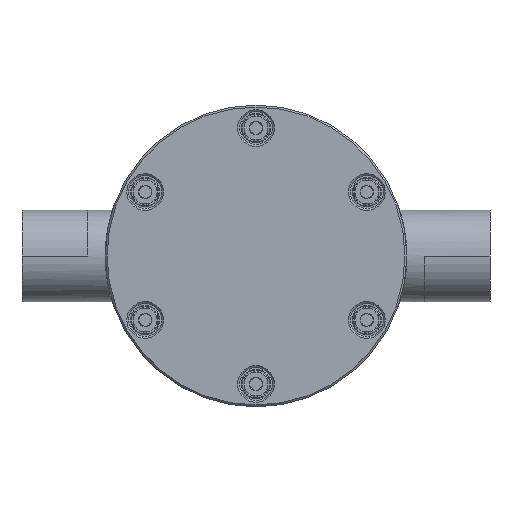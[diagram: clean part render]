
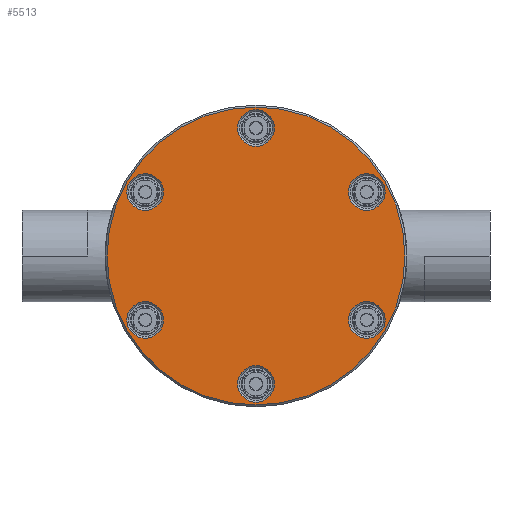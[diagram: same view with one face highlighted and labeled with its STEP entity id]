
A CAD part, front view. The second image highlights one B-rep face of the part: STEP entity #5513.
In plain terms, the highlighted planar face has unit normal (0, -1, 0).
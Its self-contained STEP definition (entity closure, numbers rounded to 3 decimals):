
#129=CARTESIAN_POINT('',(0.,-43.,0.));
#130=DIRECTION('',(0.,1.,0.));
#131=DIRECTION('',(0.,0.,-1.));
#132=AXIS2_PLACEMENT_3D('',#129,#130,#131);
#134=CARTESIAN_POINT('',(0.,-43.,0.));
#135=DIRECTION('',(0.,1.,0.));
#136=DIRECTION('',(0.,0.,1.));
#137=AXIS2_PLACEMENT_3D('',#134,#135,#136);
#139=CARTESIAN_POINT('',(-60.622,-43.,35.));
#140=DIRECTION('',(0.,-1.,0.));
#141=DIRECTION('',(0.,0.,-1.));
#142=AXIS2_PLACEMENT_3D('',#139,#140,#141);
#144=CARTESIAN_POINT('',(-60.622,-43.,35.));
#145=DIRECTION('',(0.,-1.,0.));
#146=DIRECTION('',(0.,0.,1.));
#147=AXIS2_PLACEMENT_3D('',#144,#145,#146);
#149=CARTESIAN_POINT('',(-60.622,-43.,-35.));
#150=DIRECTION('',(0.,-1.,0.));
#151=DIRECTION('',(0.,0.,-1.));
#152=AXIS2_PLACEMENT_3D('',#149,#150,#151);
#154=CARTESIAN_POINT('',(-60.622,-43.,-35.));
#155=DIRECTION('',(0.,-1.,0.));
#156=DIRECTION('',(0.,0.,1.));
#157=AXIS2_PLACEMENT_3D('',#154,#155,#156);
#159=CARTESIAN_POINT('',(0.,-43.,-70.));
#160=DIRECTION('',(0.,-1.,0.));
#161=DIRECTION('',(0.,0.,-1.));
#162=AXIS2_PLACEMENT_3D('',#159,#160,#161);
#164=CARTESIAN_POINT('',(0.,-43.,-70.));
#165=DIRECTION('',(0.,-1.,0.));
#166=DIRECTION('',(0.,0.,1.));
#167=AXIS2_PLACEMENT_3D('',#164,#165,#166);
#169=CARTESIAN_POINT('',(60.622,-43.,-35.));
#170=DIRECTION('',(0.,-1.,0.));
#171=DIRECTION('',(0.,0.,-1.));
#172=AXIS2_PLACEMENT_3D('',#169,#170,#171);
#174=CARTESIAN_POINT('',(60.622,-43.,-35.));
#175=DIRECTION('',(0.,-1.,0.));
#176=DIRECTION('',(0.,0.,1.));
#177=AXIS2_PLACEMENT_3D('',#174,#175,#176);
#179=CARTESIAN_POINT('',(60.622,-43.,35.));
#180=DIRECTION('',(0.,-1.,0.));
#181=DIRECTION('',(0.,0.,-1.));
#182=AXIS2_PLACEMENT_3D('',#179,#180,#181);
#184=CARTESIAN_POINT('',(60.622,-43.,35.));
#185=DIRECTION('',(0.,-1.,0.));
#186=DIRECTION('',(0.,0.,1.));
#187=AXIS2_PLACEMENT_3D('',#184,#185,#186);
#189=CARTESIAN_POINT('',(0.,-43.,70.));
#190=DIRECTION('',(0.,-1.,0.));
#191=DIRECTION('',(0.,0.,-1.));
#192=AXIS2_PLACEMENT_3D('',#189,#190,#191);
#194=CARTESIAN_POINT('',(0.,-43.,70.));
#195=DIRECTION('',(0.,-1.,0.));
#196=DIRECTION('',(0.,0.,1.));
#197=AXIS2_PLACEMENT_3D('',#194,#195,#196);
#4460=CARTESIAN_POINT('',(-60.622,-43.,45.));
#4461=VERTEX_POINT('',#4460);
#4464=CARTESIAN_POINT('',(0.,-43.,-81.5));
#4465=CARTESIAN_POINT('',(0.,-43.,81.5));
#4466=VERTEX_POINT('',#4464);
#4467=VERTEX_POINT('',#4465);
#4468=CARTESIAN_POINT('',(-60.622,-43.,25.));
#4469=VERTEX_POINT('',#4468);
#4470=CARTESIAN_POINT('',(-60.622,-43.,-45.));
#4471=CARTESIAN_POINT('',(-60.622,-43.,-25.));
#4472=VERTEX_POINT('',#4470);
#4473=VERTEX_POINT('',#4471);
#4474=CARTESIAN_POINT('',(0.,-43.,-80.));
#4475=CARTESIAN_POINT('',(0.,-43.,-60.));
#4476=VERTEX_POINT('',#4474);
#4477=VERTEX_POINT('',#4475);
#4478=CARTESIAN_POINT('',(60.622,-43.,-45.));
#4479=CARTESIAN_POINT('',(60.622,-43.,-25.));
#4480=VERTEX_POINT('',#4478);
#4481=VERTEX_POINT('',#4479);
#4482=CARTESIAN_POINT('',(60.622,-43.,25.));
#4483=CARTESIAN_POINT('',(60.622,-43.,45.));
#4484=VERTEX_POINT('',#4482);
#4485=VERTEX_POINT('',#4483);
#4486=CARTESIAN_POINT('',(0.,-43.,60.));
#4487=CARTESIAN_POINT('',(0.,-43.,80.));
#4488=VERTEX_POINT('',#4486);
#4489=VERTEX_POINT('',#4487);
#5467=CARTESIAN_POINT('',(0.,-43.,0.));
#5468=DIRECTION('',(0.,1.,0.));
#5469=DIRECTION('',(0.,0.,1.));
#5470=AXIS2_PLACEMENT_3D('',#5467,#5468,#5469);
#5471=PLANE('',#5470);
#5473=ORIENTED_EDGE('',*,*,#5472,.T.);
#5475=ORIENTED_EDGE('',*,*,#5474,.T.);
#5476=EDGE_LOOP('',(#5473,#5475));
#5477=FACE_OUTER_BOUND('',#5476,.F.);
#5479=ORIENTED_EDGE('',*,*,#5478,.T.);
#5480=ORIENTED_EDGE('',*,*,#5457,.T.);
#5481=EDGE_LOOP('',(#5479,#5480));
#5482=FACE_BOUND('',#5481,.F.);
#5484=ORIENTED_EDGE('',*,*,#5483,.T.);
#5486=ORIENTED_EDGE('',*,*,#5485,.T.);
#5487=EDGE_LOOP('',(#5484,#5486));
#5488=FACE_BOUND('',#5487,.F.);
#5490=ORIENTED_EDGE('',*,*,#5489,.T.);
#5492=ORIENTED_EDGE('',*,*,#5491,.T.);
#5493=EDGE_LOOP('',(#5490,#5492));
#5494=FACE_BOUND('',#5493,.F.);
#5496=ORIENTED_EDGE('',*,*,#5495,.T.);
#5498=ORIENTED_EDGE('',*,*,#5497,.T.);
#5499=EDGE_LOOP('',(#5496,#5498));
#5500=FACE_BOUND('',#5499,.F.);
#5502=ORIENTED_EDGE('',*,*,#5501,.T.);
#5504=ORIENTED_EDGE('',*,*,#5503,.T.);
#5505=EDGE_LOOP('',(#5502,#5504));
#5506=FACE_BOUND('',#5505,.F.);
#5508=ORIENTED_EDGE('',*,*,#5507,.T.);
#5510=ORIENTED_EDGE('',*,*,#5509,.T.);
#5511=EDGE_LOOP('',(#5508,#5510));
#5512=FACE_BOUND('',#5511,.F.);
#133=CIRCLE('',#132,81.5);
#138=CIRCLE('',#137,81.5);
#143=CIRCLE('',#142,10.);
#148=CIRCLE('',#147,10.);
#153=CIRCLE('',#152,10.);
#158=CIRCLE('',#157,10.);
#163=CIRCLE('',#162,10.);
#168=CIRCLE('',#167,10.);
#173=CIRCLE('',#172,10.);
#178=CIRCLE('',#177,10.);
#183=CIRCLE('',#182,10.);
#188=CIRCLE('',#187,10.);
#193=CIRCLE('',#192,10.);
#198=CIRCLE('',#197,10.);
#5457=EDGE_CURVE('',#4461,#4469,#148,.T.);
#5472=EDGE_CURVE('',#4466,#4467,#133,.T.);
#5474=EDGE_CURVE('',#4467,#4466,#138,.T.);
#5478=EDGE_CURVE('',#4469,#4461,#143,.T.);
#5483=EDGE_CURVE('',#4472,#4473,#153,.T.);
#5485=EDGE_CURVE('',#4473,#4472,#158,.T.);
#5489=EDGE_CURVE('',#4476,#4477,#163,.T.);
#5491=EDGE_CURVE('',#4477,#4476,#168,.T.);
#5495=EDGE_CURVE('',#4480,#4481,#173,.T.);
#5497=EDGE_CURVE('',#4481,#4480,#178,.T.);
#5501=EDGE_CURVE('',#4484,#4485,#183,.T.);
#5503=EDGE_CURVE('',#4485,#4484,#188,.T.);
#5507=EDGE_CURVE('',#4488,#4489,#193,.T.);
#5509=EDGE_CURVE('',#4489,#4488,#198,.T.);
#5513=ADVANCED_FACE('',(#5477,#5482,#5488,#5494,#5500,#5506,#5512),#5471,.F.);
